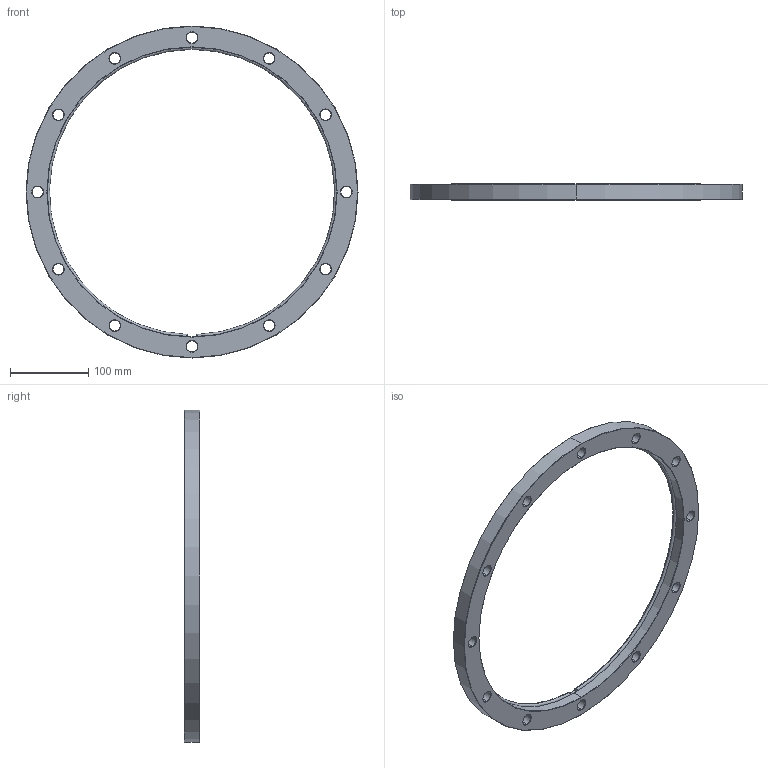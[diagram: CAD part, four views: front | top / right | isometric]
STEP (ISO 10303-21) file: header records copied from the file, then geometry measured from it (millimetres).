
FILE_DESCRIPTION (( 'STEP AP214' ), '1' );
FILE_NAME ('Hositrad_ISO320R.STEP', '2017-06-01T14:41:41', ( 'Gebruiker' ), ( '' ), 'SwSTEP 2.0', 'SolidWorks 2017', '' );
FILE_SCHEMA (( 'AUTOMOTIVE_DESIGN' ));
Length unit declared in the file: millimetre
Products named in the file (3): ISO-K-Rotat-All_ISO320; Hositrad_ISO320R; RetainingRing-All_ISO320
Assembly tree (2 placements, depth 2):
  Hositrad_ISO320R
    ISO-K-Rotat-All_ISO320
    RetainingRing-All_ISO320
Bounding box: 425 x 20 x 425 mm (x, y, z)
Volume: 646247.7 mm3; surface area: 140107.7 mm2
Topology: 2 solids, 2 shells, 94 faces, 210 edges, 120 vertices
Faces by surface type: cone 56, cylinder 30, torus 4, plane 4
Entity records: 2782 total; most frequent: DIRECTION 532, CARTESIAN_POINT 429, ORIENTED_EDGE 420, AXIS2_PLACEMENT_3D 223, EDGE_CURVE 210, CIRCLE 124, VERTEX_POINT 120, EDGE_LOOP 120
